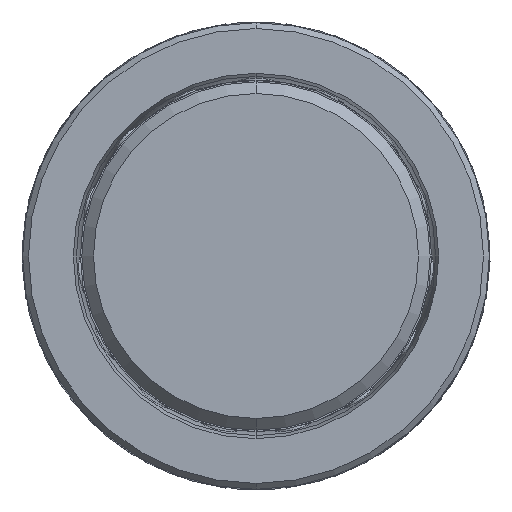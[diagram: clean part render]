
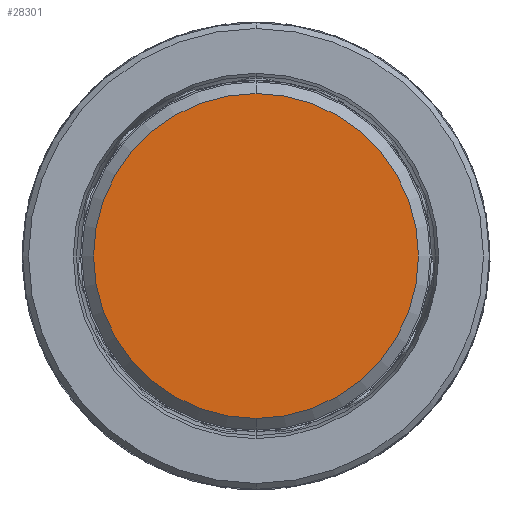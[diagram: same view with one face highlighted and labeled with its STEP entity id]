
A CAD part, front view. The second image highlights one B-rep face of the part: STEP entity #28301.
In plain terms, the highlighted planar face has unit normal (0, -1, 0).
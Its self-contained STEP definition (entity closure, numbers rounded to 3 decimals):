
#851 = CARTESIAN_POINT ( 'NONE',  ( 0., 0., -27.75 ) ) ;
#3047 = DIRECTION ( 'NONE',  ( 0., -1., 0. ) ) ;
#3635 = CARTESIAN_POINT ( 'NONE',  ( 0., 0., 0. ) ) ;
#7174 = AXIS2_PLACEMENT_3D ( 'NONE', #31069, #9487, #19887 ) ;
#9030 = CARTESIAN_POINT ( 'NONE',  ( 0., 0., 27.75 ) ) ;
#9487 = DIRECTION ( 'NONE',  ( 0., -1., 0. ) ) ;
#10793 = ORIENTED_EDGE ( 'NONE', *, *, #27748, .T. ) ;
#10809 = EDGE_CURVE ( 'NONE', #32509, #12383, #45659, .T. ) ;
#12383 = VERTEX_POINT ( 'NONE', #851 ) ;
#19887 = DIRECTION ( 'NONE',  ( 0., 0., 1. ) ) ;
#21310 = DIRECTION ( 'NONE',  ( 0., 0., 1. ) ) ;
#24588 = PLANE ( 'NONE',  #45550 ) ;
#24898 = DIRECTION ( 'NONE',  ( 0., 0., 1. ) ) ;
#27748 = EDGE_CURVE ( 'NONE', #12383, #32509, #28176, .T. ) ;
#28176 = CIRCLE ( 'NONE', #7174, 27.75 ) ;
#28301 = ADVANCED_FACE ( 'NONE', ( #36039 ), #24588, .F. ) ;
#28802 = AXIS2_PLACEMENT_3D ( 'NONE', #46364, #3047, #21310 ) ;
#30738 = EDGE_LOOP ( 'NONE', ( #46542, #10793 ) ) ;
#31069 = CARTESIAN_POINT ( 'NONE',  ( 0., 0., 0. ) ) ;
#32509 = VERTEX_POINT ( 'NONE', #9030 ) ;
#36039 = FACE_OUTER_BOUND ( 'NONE', #30738, .T. ) ;
#43176 = DIRECTION ( 'NONE',  ( 0., 1., 0. ) ) ;
#45550 = AXIS2_PLACEMENT_3D ( 'NONE', #3635, #43176, #24898 ) ;
#45659 = CIRCLE ( 'NONE', #28802, 27.75 ) ;
#46364 = CARTESIAN_POINT ( 'NONE',  ( 0., 0., 0. ) ) ;
#46542 = ORIENTED_EDGE ( 'NONE', *, *, #10809, .T. ) ;
